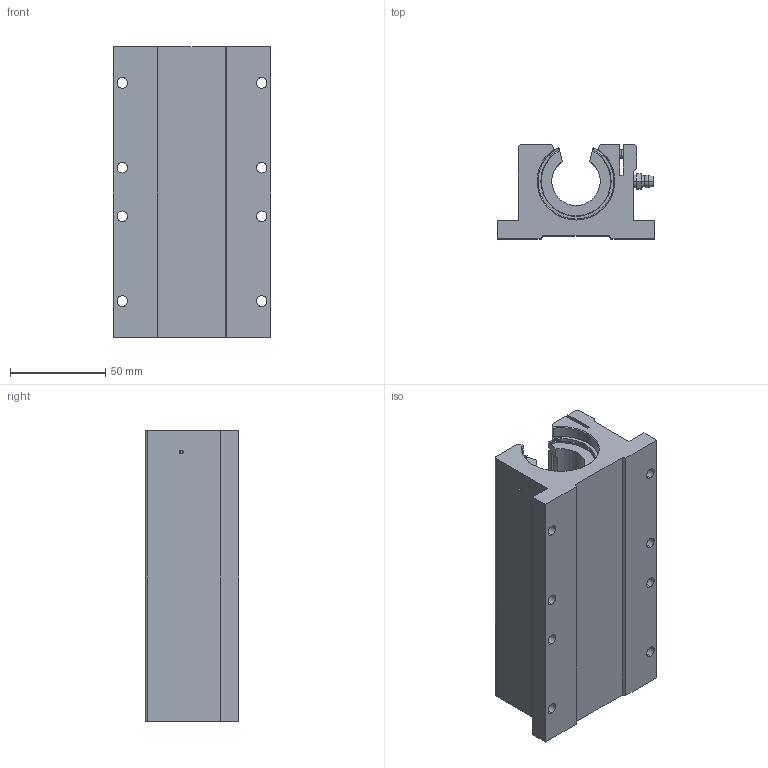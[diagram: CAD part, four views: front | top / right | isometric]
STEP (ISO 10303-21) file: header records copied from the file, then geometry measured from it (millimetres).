
FILE_DESCRIPTION (( 'STEP AP214' ), '1' );
FILE_NAME ('PillowBlock_042BC87433.step', '2022-08-24T22:00:17', ( '' ), ( '' ), 'SwSTEP 2.0', 'SolidWorks 2019', '' );
FILE_SCHEMA (( 'AUTOMOTIVE_DESIGN' ));
Length unit declared in the file: inch
Products named in the file (3): fx4mKaengi_CADModel_0; PillowBlock_042BC87433
Assembly tree (1 placements, depth 2):
  PillowBlock_042BC87433
    fx4mKaengi_CADModel_0
  fx4mKaengi_CADModel_0
Bounding box: 82.55 x 49.23 x 152.4 mm (x, y, z)
Volume: 349876 mm3; surface area: 93804.3 mm2
Topology: 15 solids, 15 shells, 458 faces, 1182 edges, 748 vertices
Faces by surface type: cylinder 187, plane 173, cone 78, torus 16, sphere 4
Entity records: 20603 total; most frequent: CARTESIAN_POINT 3001, DIRECTION 2516, ORIENTED_EDGE 2320, EDGE_CURVE 1160, AXIS2_PLACEMENT_3D 969, VERTEX_POINT 742, LINE 578, VECTOR 578
